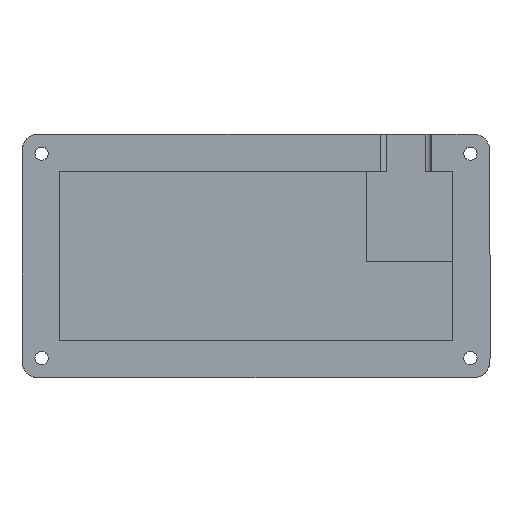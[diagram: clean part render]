
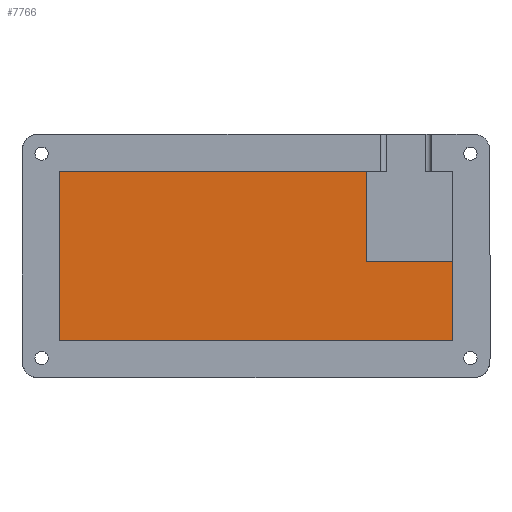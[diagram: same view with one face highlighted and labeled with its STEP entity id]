
A CAD part, top view. The second image highlights one B-rep face of the part: STEP entity #7766.
In plain terms, the highlighted planar face has unit normal (0, 0, 1).
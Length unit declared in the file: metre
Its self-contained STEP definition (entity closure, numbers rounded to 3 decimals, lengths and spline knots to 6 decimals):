
#1242=ORIENTED_EDGE('',*,*,#3582,.F.);
#1243=ORIENTED_EDGE('',*,*,#3542,.F.);
#1244=ORIENTED_EDGE('',*,*,#3538,.T.);
#1245=ORIENTED_EDGE('',*,*,#3556,.T.);
#1246=ORIENTED_EDGE('',*,*,#3527,.F.);
#1247=ORIENTED_EDGE('',*,*,#3584,.F.);
#3527=EDGE_CURVE('',#4730,#4731,#5343,.T.);
#3538=EDGE_CURVE('',#4740,#4741,#5349,.T.);
#3542=EDGE_CURVE('',#4740,#4744,#5353,.T.);
#3556=EDGE_CURVE('',#4741,#4731,#5360,.T.);
#3582=EDGE_CURVE('',#4744,#4767,#5368,.T.);
#3584=EDGE_CURVE('',#4767,#4730,#5370,.T.);
#4730=VERTEX_POINT('',#10960);
#4731=VERTEX_POINT('',#10962);
#4740=VERTEX_POINT('',#10994);
#4741=VERTEX_POINT('',#10995);
#4744=VERTEX_POINT('',#11003);
#4767=VERTEX_POINT('',#11267);
#5343=LINE('',#10961,#6031);
#5349=LINE('',#10993,#6037);
#5353=LINE('',#11002,#6041);
#5360=LINE('',#11053,#6048);
#5368=LINE('',#11266,#6056);
#5370=LINE('',#11270,#6058);
#6031=VECTOR('',#8758,1.);
#6037=VECTOR('',#8784,1.);
#6041=VECTOR('',#8790,1.);
#6048=VECTOR('',#8805,1.);
#6056=VECTOR('',#8855,1.);
#6058=VECTOR('',#8859,1.);
#6649=EDGE_LOOP('',(#1242,#1243,#1244,#1245,#1246,#1247));
#7135=FACE_BOUND('',#6649,.T.);
#7568=PLANE('',#8265);
#7766=ADVANCED_FACE('',(#7135),#7568,.T.);
#8265=AXIS2_PLACEMENT_3D('',#11271,#8860,#8861);
#8758=DIRECTION('',(0.,-1.,0.));
#8784=DIRECTION('',(0.,-1.,0.));
#8790=DIRECTION('',(1.,0.,0.));
#8805=DIRECTION('',(1.,0.,0.));
#8855=DIRECTION('',(0.,-1.,0.));
#8859=DIRECTION('',(1.,0.,0.));
#8860=DIRECTION('',(0.,0.,1.));
#8861=DIRECTION('',(1.,0.,0.));
#10960=CARTESIAN_POINT('',(-0.002588,0.0245,0.0055));
#10961=CARTESIAN_POINT('',(-0.002588,0.026,0.0055));
#10962=CARTESIAN_POINT('',(-0.002588,0.0045,0.0055));
#10993=CARTESIAN_POINT('',(-0.102588,0.026,0.0055));
#10994=CARTESIAN_POINT('',(-0.102588,0.0475,0.0055));
#10995=CARTESIAN_POINT('',(-0.102588,0.0045,0.0055));
#11002=CARTESIAN_POINT('',(-0.102213,0.0475,0.0055));
#11003=CARTESIAN_POINT('',(-0.024588,0.0475,0.0055));
#11053=CARTESIAN_POINT('',(-0.052588,0.0045,0.0055));
#11266=CARTESIAN_POINT('',(-0.024588,0.036,0.0055));
#11267=CARTESIAN_POINT('',(-0.024588,0.0245,0.0055));
#11270=CARTESIAN_POINT('',(-0.013588,0.0245,0.0055));
#11271=CARTESIAN_POINT('',(-0.052588,0.03075,0.0055));
